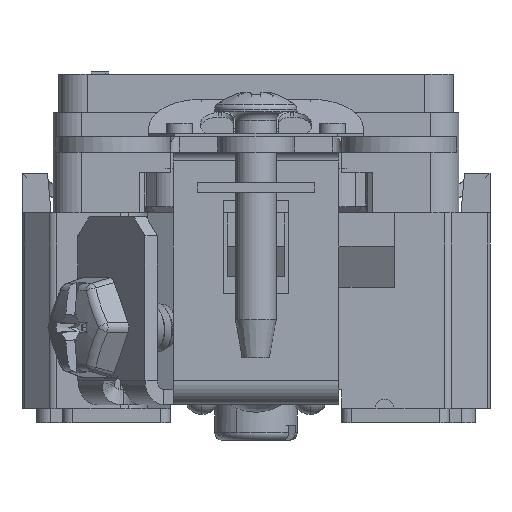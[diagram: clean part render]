
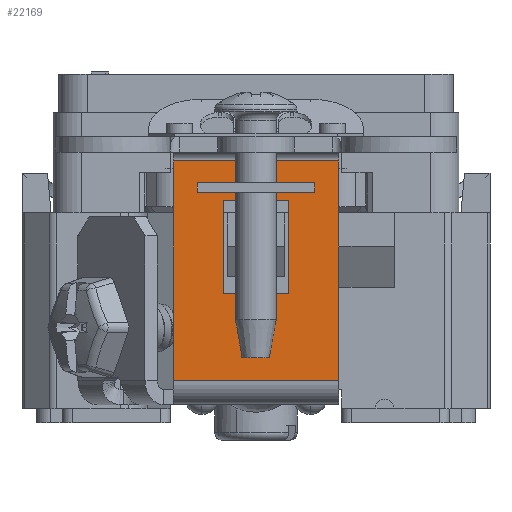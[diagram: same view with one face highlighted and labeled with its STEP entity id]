
A CAD part, front view. The second image highlights one B-rep face of the part: STEP entity #22169.
In plain terms, the highlighted planar face has unit normal (0, -1, 0).
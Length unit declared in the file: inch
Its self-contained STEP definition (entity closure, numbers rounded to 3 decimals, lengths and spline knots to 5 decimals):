
#524 = EDGE_LOOP ( 'NONE', ( #60246, #20139, #23987, #134383, #42164, #115229, #108587, #80617 ) ) ;
#6133 = DIRECTION ( 'NONE',  ( 0., 0., 1. ) ) ;
#7571 = EDGE_CURVE ( 'NONE', #99274, #94337, #80636, .T. ) ;
#9547 = CARTESIAN_POINT ( 'NONE',  ( 0.27, -1.353, 0.465 ) ) ;
#9589 = EDGE_CURVE ( 'NONE', #105955, #89624, #126541, .T. ) ;
#9663 = LINE ( 'NONE', #114491, #13437 ) ;
#13437 = VECTOR ( 'NONE', #117159, 39.37008 ) ;
#14876 = CARTESIAN_POINT ( 'NONE',  ( 0.1075, -1.353, 0.362 ) ) ;
#15615 = EDGE_CURVE ( 'NONE', #112924, #50294, #118794, .T. ) ;
#16580 = VERTEX_POINT ( 'NONE', #81047 ) ;
#17090 = LINE ( 'NONE', #132864, #27036 ) ;
#18211 = VECTOR ( 'NONE', #32497, 39.37008 ) ;
#20139 = ORIENTED_EDGE ( 'NONE', *, *, #130908, .T. ) ;
#20601 = CARTESIAN_POINT ( 'NONE',  ( -0.1075, -1.353, 0.057 ) ) ;
#22169 = ADVANCED_FACE ( 'NONE', ( #52529, #74511 ), #103866, .F. ) ;
#22483 = EDGE_CURVE ( 'NONE', #16580, #97620, #31134, .T. ) ;
#23047 = VECTOR ( 'NONE', #88014, 39.37008 ) ;
#23987 = ORIENTED_EDGE ( 'NONE', *, *, #7571, .T. ) ;
#24113 = CARTESIAN_POINT ( 'NONE',  ( 0.1075, -1.353, 0.057 ) ) ;
#24580 = VECTOR ( 'NONE', #103843, 39.37008 ) ;
#24685 = CARTESIAN_POINT ( 'NONE',  ( 0., -1.353, 0.057 ) ) ;
#24711 = CARTESIAN_POINT ( 'NONE',  ( 0.27, -1.353, 0.49 ) ) ;
#25806 = LINE ( 'NONE', #88222, #134881 ) ;
#26498 = LINE ( 'NONE', #68349, #101531 ) ;
#27036 = VECTOR ( 'NONE', #6133, 39.37008 ) ;
#31134 = LINE ( 'NONE', #105728, #18211 ) ;
#32497 = DIRECTION ( 'NONE',  ( -1., 0., 0. ) ) ;
#32576 = ORIENTED_EDGE ( 'NONE', *, *, #54170, .F. ) ;
#33218 = CARTESIAN_POINT ( 'NONE',  ( -0.27, -1.353, -0.229 ) ) ;
#33644 = CARTESIAN_POINT ( 'NONE',  ( 0., -1.353, 0.362 ) ) ;
#39462 = CARTESIAN_POINT ( 'NONE',  ( 0.27, -1.353, 0.49 ) ) ;
#39633 = CARTESIAN_POINT ( 'NONE',  ( -0.1075, -1.353, 0.362 ) ) ;
#42164 = ORIENTED_EDGE ( 'NONE', *, *, #63339, .T. ) ;
#42242 = CARTESIAN_POINT ( 'NONE',  ( -0.1075, -1.353, -0.258 ) ) ;
#44801 = LINE ( 'NONE', #55764, #57620 ) ;
#46157 = CARTESIAN_POINT ( 'NONE',  ( -0.27, -1.353, -0.258 ) ) ;
#47819 = CARTESIAN_POINT ( 'NONE',  ( -0.27, -1.353, 0.49 ) ) ;
#48400 = VECTOR ( 'NONE', #86445, 39.37008 ) ;
#50294 = VERTEX_POINT ( 'NONE', #111086 ) ;
#52529 = FACE_OUTER_BOUND ( 'NONE', #524, .T. ) ;
#53185 = CARTESIAN_POINT ( 'NONE',  ( 0.27, -1.353, -0.258 ) ) ;
#54170 = EDGE_CURVE ( 'NONE', #89624, #125673, #107602, .T. ) ;
#55046 = VERTEX_POINT ( 'NONE', #14876 ) ;
#55082 = EDGE_CURVE ( 'NONE', #117341, #97620, #25806, .T. ) ;
#55764 = CARTESIAN_POINT ( 'NONE',  ( 0.1075, -1.353, -0.258 ) ) ;
#57556 = AXIS2_PLACEMENT_3D ( 'NONE', #53185, #115566, #93612 ) ;
#57620 = VECTOR ( 'NONE', #86666, 39.37008 ) ;
#60246 = ORIENTED_EDGE ( 'NONE', *, *, #22483, .F. ) ;
#63339 = EDGE_CURVE ( 'NONE', #115623, #112924, #113392, .T. ) ;
#68349 = CARTESIAN_POINT ( 'NONE',  ( 0.27, -1.353, -0.258 ) ) ;
#70395 = DIRECTION ( 'NONE',  ( 0., 0., 1. ) ) ;
#71091 = CARTESIAN_POINT ( 'NONE',  ( 0.27, -1.353, 0.34 ) ) ;
#74511 = FACE_BOUND ( 'NONE', #81136, .T. ) ;
#80617 = ORIENTED_EDGE ( 'NONE', *, *, #55082, .T. ) ;
#80636 = LINE ( 'NONE', #71091, #99566 ) ;
#81047 = CARTESIAN_POINT ( 'NONE',  ( 0.27, -1.353, -0.229 ) ) ;
#81136 = EDGE_LOOP ( 'NONE', ( #119615, #32576, #121426, #108824 ) ) ;
#81164 = VECTOR ( 'NONE', #115909, 39.37008 ) ;
#81309 = DIRECTION ( 'NONE',  ( 0., 0., 1. ) ) ;
#86445 = DIRECTION ( 'NONE',  ( 1., 0., 0. ) ) ;
#86666 = DIRECTION ( 'NONE',  ( 0., 0., -1. ) ) ;
#88014 = DIRECTION ( 'NONE',  ( 0., 0., -1. ) ) ;
#88222 = CARTESIAN_POINT ( 'NONE',  ( -0.27, -1.353, -0.258 ) ) ;
#89615 = EDGE_CURVE ( 'NONE', #117341, #50294, #9663, .T. ) ;
#89624 = VERTEX_POINT ( 'NONE', #20601 ) ;
#93467 = DIRECTION ( 'NONE',  ( -1., 0., 0. ) ) ;
#93612 = DIRECTION ( 'NONE',  ( 0., 0., -1. ) ) ;
#94337 = VERTEX_POINT ( 'NONE', #9547 ) ;
#95669 = VECTOR ( 'NONE', #93467, 39.37008 ) ;
#97620 = VERTEX_POINT ( 'NONE', #33218 ) ;
#99274 = VERTEX_POINT ( 'NONE', #103145 ) ;
#99566 = VECTOR ( 'NONE', #81309, 39.37008 ) ;
#101531 = VECTOR ( 'NONE', #70395, 39.37008 ) ;
#103145 = CARTESIAN_POINT ( 'NONE',  ( 0.27, -1.353, 0.34 ) ) ;
#103843 = DIRECTION ( 'NONE',  ( 0., 0., -1. ) ) ;
#103866 = PLANE ( 'NONE',  #57556 ) ;
#105609 = EDGE_CURVE ( 'NONE', #105955, #55046, #127572, .T. ) ;
#105728 = CARTESIAN_POINT ( 'NONE',  ( -0.27, -1.353, -0.229 ) ) ;
#105955 = VERTEX_POINT ( 'NONE', #39633 ) ;
#105963 = DIRECTION ( 'NONE',  ( 0., 0., -1. ) ) ;
#107602 = LINE ( 'NONE', #24685, #81164 ) ;
#108587 = ORIENTED_EDGE ( 'NONE', *, *, #89615, .F. ) ;
#108824 = ORIENTED_EDGE ( 'NONE', *, *, #105609, .T. ) ;
#111086 = CARTESIAN_POINT ( 'NONE',  ( -0.27, -1.353, 0.465 ) ) ;
#112924 = VERTEX_POINT ( 'NONE', #47819 ) ;
#113392 = LINE ( 'NONE', #39462, #95669 ) ;
#114491 = CARTESIAN_POINT ( 'NONE',  ( -0.27, -1.353, 0.34 ) ) ;
#115229 = ORIENTED_EDGE ( 'NONE', *, *, #15615, .T. ) ;
#115566 = DIRECTION ( 'NONE',  ( 0., 1., 0. ) ) ;
#115623 = VERTEX_POINT ( 'NONE', #24711 ) ;
#115909 = DIRECTION ( 'NONE',  ( 1., 0., 0. ) ) ;
#117159 = DIRECTION ( 'NONE',  ( 0., 0., 1. ) ) ;
#117341 = VERTEX_POINT ( 'NONE', #121768 ) ;
#118794 = LINE ( 'NONE', #46157, #23047 ) ;
#119615 = ORIENTED_EDGE ( 'NONE', *, *, #127353, .T. ) ;
#121426 = ORIENTED_EDGE ( 'NONE', *, *, #9589, .F. ) ;
#121768 = CARTESIAN_POINT ( 'NONE',  ( -0.27, -1.353, 0.34 ) ) ;
#125673 = VERTEX_POINT ( 'NONE', #24113 ) ;
#126541 = LINE ( 'NONE', #42242, #24580 ) ;
#127135 = EDGE_CURVE ( 'NONE', #94337, #115623, #26498, .T. ) ;
#127353 = EDGE_CURVE ( 'NONE', #55046, #125673, #44801, .T. ) ;
#127572 = LINE ( 'NONE', #33644, #48400 ) ;
#130908 = EDGE_CURVE ( 'NONE', #16580, #99274, #17090, .T. ) ;
#132864 = CARTESIAN_POINT ( 'NONE',  ( 0.27, -1.353, -0.258 ) ) ;
#134383 = ORIENTED_EDGE ( 'NONE', *, *, #127135, .T. ) ;
#134881 = VECTOR ( 'NONE', #105963, 39.37008 ) ;
